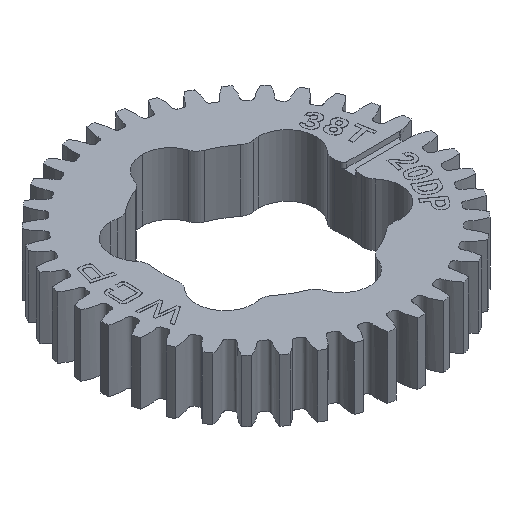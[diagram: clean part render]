
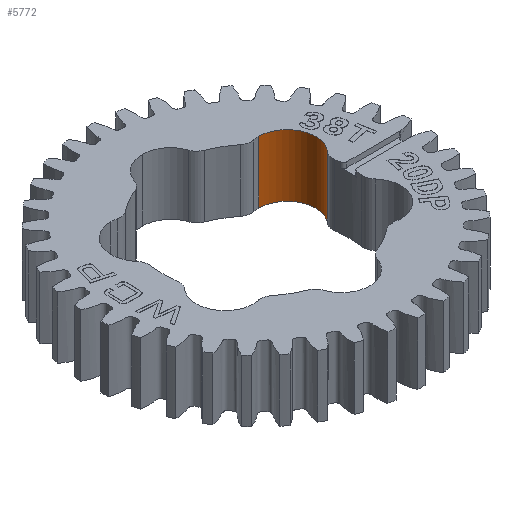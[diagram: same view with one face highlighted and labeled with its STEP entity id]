
A CAD part, isometric view. The second image highlights one B-rep face of the part: STEP entity #5772.
In plain terms, the highlighted cylindrical face has radius 4.366 mm (diameter 8.731 mm), a partial arc.
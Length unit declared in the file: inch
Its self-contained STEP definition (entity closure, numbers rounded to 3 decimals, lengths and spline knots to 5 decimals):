
#388 = CARTESIAN_POINT ( 'NONE',  ( 0.44654, 0.42969, 0.1875 ) ) ;
#573 = VERTEX_POINT ( 'NONE', #15424 ) ;
#2027 = CARTESIAN_POINT ( 'NONE',  ( 0.44654, 0.42969, 0.25 ) ) ;
#3150 = ORIENTED_EDGE ( 'NONE', *, *, #12430, .F. ) ;
#3744 = CARTESIAN_POINT ( 'NONE',  ( 0.44654, 0.25781, -0.1875 ) ) ;
#3793 = DIRECTION ( 'NONE',  ( 0., 0., -1. ) ) ;
#5758 = AXIS2_PLACEMENT_3D ( 'NONE', #17291, #13429, #20575 ) ;
#5772 = ADVANCED_FACE ( 'NONE', ( #22678 ), #10141, .F. ) ;
#6087 = VECTOR ( 'NONE', #3793, 39.37008 ) ;
#7363 = LINE ( 'NONE', #22104, #19780 ) ;
#7926 = VERTEX_POINT ( 'NONE', #388 ) ;
#7998 = AXIS2_PLACEMENT_3D ( 'NONE', #3744, #9245, #16281 ) ;
#9093 = AXIS2_PLACEMENT_3D ( 'NONE', #13692, #22025, #20391 ) ;
#9245 = DIRECTION ( 'NONE',  ( 0., 0., -1. ) ) ;
#9809 = VERTEX_POINT ( 'NONE', #11493 ) ;
#10141 = CYLINDRICAL_SURFACE ( 'NONE', #5758, 0.17188 ) ;
#11081 = VERTEX_POINT ( 'NONE', #21189 ) ;
#11205 = ORIENTED_EDGE ( 'NONE', *, *, #16804, .T. ) ;
#11238 = EDGE_LOOP ( 'NONE', ( #19078, #18670, #11205, #3150 ) ) ;
#11493 = CARTESIAN_POINT ( 'NONE',  ( 0.57566, 0.14437, 0.1875 ) ) ;
#12430 = EDGE_CURVE ( 'NONE', #9809, #11081, #7363, .T. ) ;
#13429 = DIRECTION ( 'NONE',  ( 0., 0., -1. ) ) ;
#13692 = CARTESIAN_POINT ( 'NONE',  ( 0.44654, 0.25781, 0.1875 ) ) ;
#15424 = CARTESIAN_POINT ( 'NONE',  ( 0.44654, 0.42969, -0.1875 ) ) ;
#15473 = CIRCLE ( 'NONE', #9093, 0.17188 ) ;
#15706 = EDGE_CURVE ( 'NONE', #9809, #7926, #15473, .T. ) ;
#16281 = DIRECTION ( 'NONE',  ( 1., 0., 0. ) ) ;
#16608 = CIRCLE ( 'NONE', #7998, 0.17188 ) ;
#16804 = EDGE_CURVE ( 'NONE', #573, #11081, #16608, .T. ) ;
#17291 = CARTESIAN_POINT ( 'NONE',  ( 0.44654, 0.25781, 0.25 ) ) ;
#17996 = EDGE_CURVE ( 'NONE', #7926, #573, #21254, .T. ) ;
#18670 = ORIENTED_EDGE ( 'NONE', *, *, #17996, .T. ) ;
#19078 = ORIENTED_EDGE ( 'NONE', *, *, #15706, .T. ) ;
#19780 = VECTOR ( 'NONE', #20355, 39.37008 ) ;
#20355 = DIRECTION ( 'NONE',  ( 0., 0., -1. ) ) ;
#20391 = DIRECTION ( 'NONE',  ( -1., 0., 0. ) ) ;
#20575 = DIRECTION ( 'NONE',  ( 0., 1., 0. ) ) ;
#21189 = CARTESIAN_POINT ( 'NONE',  ( 0.57566, 0.14437, -0.1875 ) ) ;
#21254 = LINE ( 'NONE', #2027, #6087 ) ;
#22025 = DIRECTION ( 'NONE',  ( 0., 0., 1. ) ) ;
#22104 = CARTESIAN_POINT ( 'NONE',  ( 0.57566, 0.14437, 0.25 ) ) ;
#22678 = FACE_OUTER_BOUND ( 'NONE', #11238, .T. ) ;
